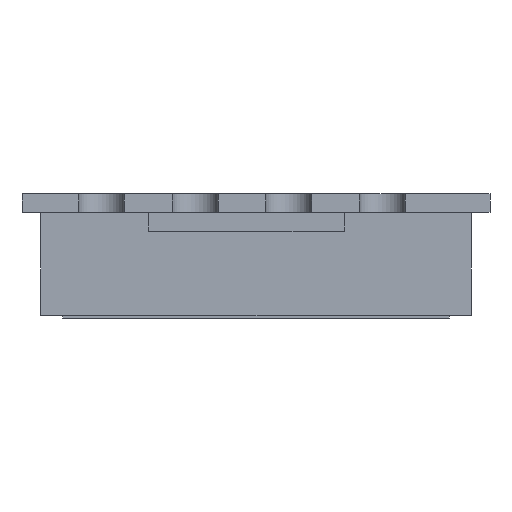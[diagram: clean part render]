
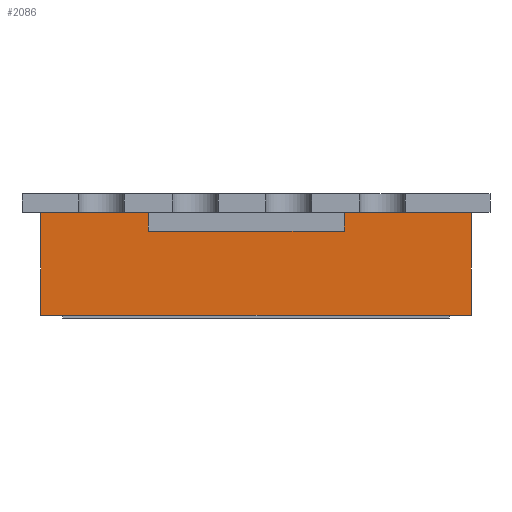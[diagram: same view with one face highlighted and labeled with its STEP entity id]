
A CAD part, left-side view. The second image highlights one B-rep face of the part: STEP entity #2086.
In plain terms, the highlighted planar face has unit normal (-1, 0, 0).
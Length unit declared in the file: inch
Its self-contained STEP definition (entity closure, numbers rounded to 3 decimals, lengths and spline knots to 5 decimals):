
#176 = FACE_OUTER_BOUND ( 'NONE', #3838, .T. ) ;
#228 = ORIENTED_EDGE ( 'NONE', *, *, #8859, .T. ) ;
#264 = VECTOR ( 'NONE', #2162, 39.37008 ) ;
#290 = VERTEX_POINT ( 'NONE', #9411 ) ;
#573 = VECTOR ( 'NONE', #9336, 39.37008 ) ;
#667 = CARTESIAN_POINT ( 'NONE',  ( -0.23, 0.115, 0. ) ) ;
#771 = ORIENTED_EDGE ( 'NONE', *, *, #6485, .F. ) ;
#847 = VERTEX_POINT ( 'NONE', #11452 ) ;
#1012 = CARTESIAN_POINT ( 'NONE',  ( -0.23, 0.23, -0.11 ) ) ;
#1144 = CARTESIAN_POINT ( 'NONE',  ( -0.23, -0.23, -0.89054 ) ) ;
#1146 = ORIENTED_EDGE ( 'NONE', *, *, #6271, .F. ) ;
#1359 = LINE ( 'NONE', #3420, #4341 ) ;
#1479 = VERTEX_POINT ( 'NONE', #5519 ) ;
#1715 = CARTESIAN_POINT ( 'NONE',  ( -0.23, -0.23, -0.89054 ) ) ;
#1792 = EDGE_CURVE ( 'NONE', #9217, #8333, #1359, .T. ) ;
#1990 = EDGE_CURVE ( 'NONE', #8519, #1479, #11702, .T. ) ;
#2086 = ADVANCED_FACE ( 'NONE', ( #176 ), #11192, .F. ) ;
#2162 = DIRECTION ( 'NONE',  ( 0., 0., -1. ) ) ;
#2298 = LINE ( 'NONE', #6356, #264 ) ;
#2922 = ORIENTED_EDGE ( 'NONE', *, *, #11355, .T. ) ;
#2960 = ORIENTED_EDGE ( 'NONE', *, *, #6586, .F. ) ;
#3049 = CARTESIAN_POINT ( 'NONE',  ( -0.23, 0.115, -0.02 ) ) ;
#3164 = VECTOR ( 'NONE', #4310, 39.37008 ) ;
#3420 = CARTESIAN_POINT ( 'NONE',  ( -0.23, -0.23, -0.02 ) ) ;
#3513 = AXIS2_PLACEMENT_3D ( 'NONE', #1144, #8047, #6043 ) ;
#3817 = DIRECTION ( 'NONE',  ( 0., 0., 1. ) ) ;
#3838 = EDGE_LOOP ( 'NONE', ( #7229, #2960, #2922, #1146, #6323, #228, #8526, #771 ) ) ;
#3888 = LINE ( 'NONE', #12728, #7677 ) ;
#4310 = DIRECTION ( 'NONE',  ( 0., 1., 0. ) ) ;
#4341 = VECTOR ( 'NONE', #5240, 39.37008 ) ;
#4412 = LINE ( 'NONE', #5515, #573 ) ;
#4618 = VERTEX_POINT ( 'NONE', #1012 ) ;
#4810 = LINE ( 'NONE', #1715, #4825 ) ;
#4825 = VECTOR ( 'NONE', #5598, 39.37008 ) ;
#4920 = CARTESIAN_POINT ( 'NONE',  ( -0.23, -0.09426, -0.02 ) ) ;
#5240 = DIRECTION ( 'NONE',  ( 0., 1., 0. ) ) ;
#5515 = CARTESIAN_POINT ( 'NONE',  ( -0.23, -0.23, 0. ) ) ;
#5519 = CARTESIAN_POINT ( 'NONE',  ( -0.23, -0.09426, 0. ) ) ;
#5598 = DIRECTION ( 'NONE',  ( 0., 0., 1. ) ) ;
#6043 = DIRECTION ( 'NONE',  ( 0., 0., -1. ) ) ;
#6271 = EDGE_CURVE ( 'NONE', #4618, #290, #8321, .T. ) ;
#6323 = ORIENTED_EDGE ( 'NONE', *, *, #8786, .F. ) ;
#6356 = CARTESIAN_POINT ( 'NONE',  ( -0.23, 0.115, 0. ) ) ;
#6485 = EDGE_CURVE ( 'NONE', #9217, #1479, #3888, .T. ) ;
#6586 = EDGE_CURVE ( 'NONE', #11499, #8333, #2298, .T. ) ;
#7229 = ORIENTED_EDGE ( 'NONE', *, *, #1792, .T. ) ;
#7677 = VECTOR ( 'NONE', #3817, 39.37008 ) ;
#8047 = DIRECTION ( 'NONE',  ( 1., 0., 0. ) ) ;
#8321 = LINE ( 'NONE', #10343, #11770 ) ;
#8333 = VERTEX_POINT ( 'NONE', #3049 ) ;
#8370 = CARTESIAN_POINT ( 'NONE',  ( -0.23, -0.23, -0.11 ) ) ;
#8519 = VERTEX_POINT ( 'NONE', #8676 ) ;
#8526 = ORIENTED_EDGE ( 'NONE', *, *, #1990, .T. ) ;
#8672 = VECTOR ( 'NONE', #12747, 39.37008 ) ;
#8676 = CARTESIAN_POINT ( 'NONE',  ( -0.23, -0.23, 0. ) ) ;
#8709 = CARTESIAN_POINT ( 'NONE',  ( -0.23, -0.23, 0. ) ) ;
#8786 = EDGE_CURVE ( 'NONE', #847, #4618, #11501, .T. ) ;
#8859 = EDGE_CURVE ( 'NONE', #847, #8519, #4810, .T. ) ;
#9217 = VERTEX_POINT ( 'NONE', #4920 ) ;
#9336 = DIRECTION ( 'NONE',  ( 0., 1., 0. ) ) ;
#9411 = CARTESIAN_POINT ( 'NONE',  ( -0.23, 0.23, 0. ) ) ;
#10343 = CARTESIAN_POINT ( 'NONE',  ( -0.23, 0.23, -0.89054 ) ) ;
#11192 = PLANE ( 'NONE',  #3513 ) ;
#11202 = DIRECTION ( 'NONE',  ( 0., 0., 1. ) ) ;
#11355 = EDGE_CURVE ( 'NONE', #11499, #290, #4412, .T. ) ;
#11452 = CARTESIAN_POINT ( 'NONE',  ( -0.23, -0.23, -0.11 ) ) ;
#11499 = VERTEX_POINT ( 'NONE', #667 ) ;
#11501 = LINE ( 'NONE', #8370, #3164 ) ;
#11702 = LINE ( 'NONE', #8709, #8672 ) ;
#11770 = VECTOR ( 'NONE', #11202, 39.37008 ) ;
#12728 = CARTESIAN_POINT ( 'NONE',  ( -0.23, -0.09426, -0.89054 ) ) ;
#12747 = DIRECTION ( 'NONE',  ( 0., 1., 0. ) ) ;
